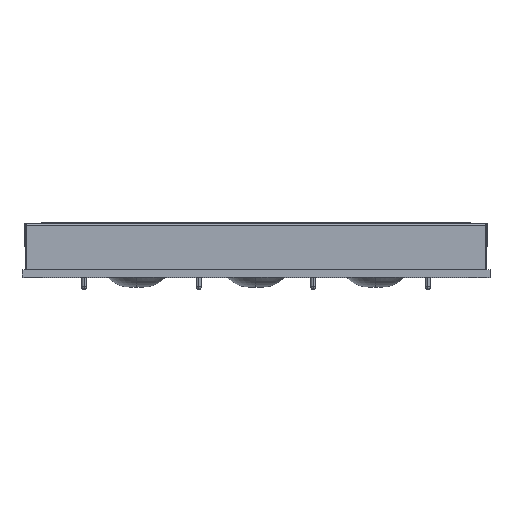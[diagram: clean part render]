
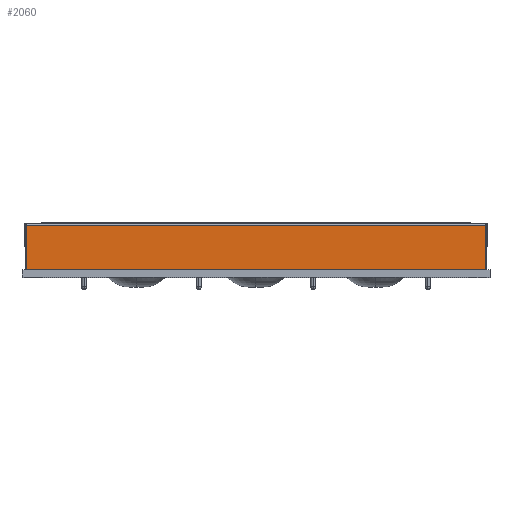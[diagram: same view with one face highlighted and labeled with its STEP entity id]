
A CAD part, top view. The second image highlights one B-rep face of the part: STEP entity #2060.
In plain terms, the highlighted planar face has unit normal (0, 0, 1).
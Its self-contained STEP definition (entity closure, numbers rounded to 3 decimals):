
#589 = CARTESIAN_POINT ( 'NONE',  ( 48.293, 1.6, 19.75 ) ) ;
#787 = DIRECTION ( 'NONE',  ( -1., 0., 0. ) ) ;
#1271 = CARTESIAN_POINT ( 'NONE',  ( 48.293, 10.9, 19.75 ) ) ;
#1459 = VERTEX_POINT ( 'NONE', #13275 ) ;
#1756 = LINE ( 'NONE', #12560, #6780 ) ;
#2060 = ADVANCED_FACE ( 'NONE', ( #11555 ), #7497, .T. ) ;
#2166 = ORIENTED_EDGE ( 'NONE', *, *, #7894, .F. ) ;
#2384 = EDGE_CURVE ( 'NONE', #3816, #12470, #1756, .T. ) ;
#2518 = EDGE_CURVE ( 'NONE', #6064, #3816, #2849, .T. ) ;
#2619 = ORIENTED_EDGE ( 'NONE', *, *, #11383, .F. ) ;
#2849 = LINE ( 'NONE', #12839, #10263 ) ;
#2890 = ORIENTED_EDGE ( 'NONE', *, *, #2384, .T. ) ;
#3383 = EDGE_LOOP ( 'NONE', ( #2166, #2619, #5285, #2890 ) ) ;
#3816 = VERTEX_POINT ( 'NONE', #1271 ) ;
#3908 = LINE ( 'NONE', #8320, #9764 ) ;
#4236 = DIRECTION ( 'NONE',  ( 0., 0., 1. ) ) ;
#4974 = VECTOR ( 'NONE', #10094, 1000. ) ;
#5285 = ORIENTED_EDGE ( 'NONE', *, *, #2518, .T. ) ;
#6064 = VERTEX_POINT ( 'NONE', #589 ) ;
#6544 = CARTESIAN_POINT ( 'NONE',  ( 0., 0., 19.75 ) ) ;
#6780 = VECTOR ( 'NONE', #12692, 1000. ) ;
#7331 = DIRECTION ( 'NONE',  ( 0., 1., 0. ) ) ;
#7497 = PLANE ( 'NONE',  #14023 ) ;
#7894 = EDGE_CURVE ( 'NONE', #1459, #12470, #12252, .T. ) ;
#8320 = CARTESIAN_POINT ( 'NONE',  ( -48.5, 1.6, 19.75 ) ) ;
#8513 = DIRECTION ( 'NONE',  ( 0., -1., 0. ) ) ;
#9764 = VECTOR ( 'NONE', #787, 1000. ) ;
#10094 = DIRECTION ( 'NONE',  ( 0., 1., 0. ) ) ;
#10263 = VECTOR ( 'NONE', #7331, 1000. ) ;
#11244 = CARTESIAN_POINT ( 'NONE',  ( -48.293, 11.1, 19.75 ) ) ;
#11383 = EDGE_CURVE ( 'NONE', #6064, #1459, #3908, .T. ) ;
#11555 = FACE_OUTER_BOUND ( 'NONE', #3383, .T. ) ;
#12252 = LINE ( 'NONE', #11244, #4974 ) ;
#12470 = VERTEX_POINT ( 'NONE', #14103 ) ;
#12560 = CARTESIAN_POINT ( 'NONE',  ( 0., 10.9, 19.75 ) ) ;
#12692 = DIRECTION ( 'NONE',  ( -1., 0., 0. ) ) ;
#12839 = CARTESIAN_POINT ( 'NONE',  ( 48.293, 0., 19.75 ) ) ;
#13275 = CARTESIAN_POINT ( 'NONE',  ( -48.293, 1.6, 19.75 ) ) ;
#14023 = AXIS2_PLACEMENT_3D ( 'NONE', #6544, #4236, #8513 ) ;
#14103 = CARTESIAN_POINT ( 'NONE',  ( -48.293, 10.9, 19.75 ) ) ;
